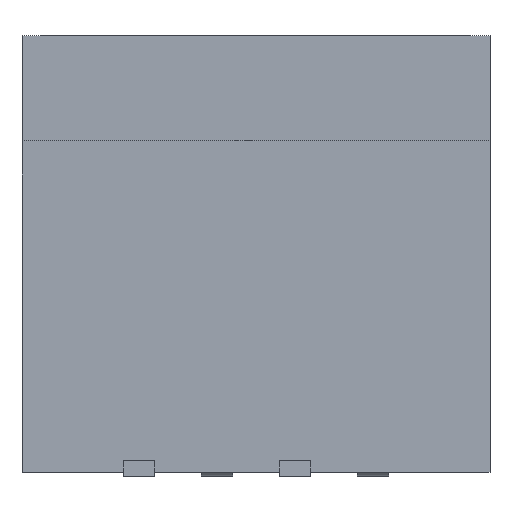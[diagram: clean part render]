
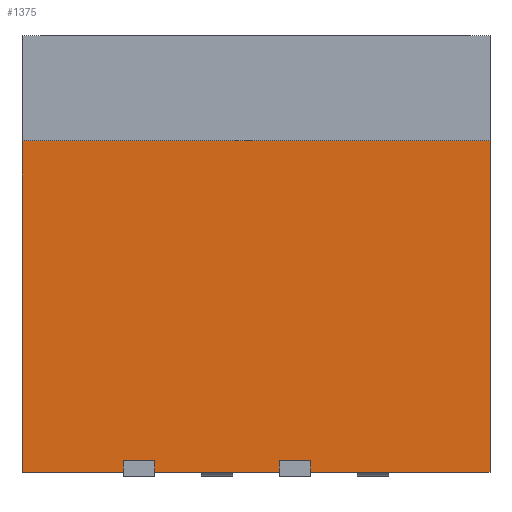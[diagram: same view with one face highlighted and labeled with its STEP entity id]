
A CAD part, front view. The second image highlights one B-rep face of the part: STEP entity #1375.
In plain terms, the highlighted planar face has unit normal (0, -1, 0).
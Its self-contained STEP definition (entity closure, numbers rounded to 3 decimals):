
#120=DIRECTION('',(0.,0.,1.));
#121=VECTOR('',#120,0.15);
#122=CARTESIAN_POINT('',(0.3,-1.5,-5.6));
#123=LINE('',#122,#121);
#124=DIRECTION('',(0.,0.,1.));
#125=VECTOR('',#124,0.15);
#126=CARTESIAN_POINT('',(-1.3,-1.5,-5.6));
#127=LINE('',#126,#125);
#128=DIRECTION('',(1.,0.,0.));
#129=VECTOR('',#128,0.4);
#130=CARTESIAN_POINT('',(-1.7,-1.5,-5.45));
#131=LINE('',#130,#129);
#132=DIRECTION('',(0.,0.,1.));
#133=VECTOR('',#132,0.15);
#134=CARTESIAN_POINT('',(-1.7,-1.5,-5.6));
#135=LINE('',#134,#133);
#136=DIRECTION('',(0.,0.,1.));
#137=VECTOR('',#136,4.25);
#138=CARTESIAN_POINT('',(-3.,-1.5,-5.6));
#139=LINE('',#138,#137);
#140=DIRECTION('',(1.,0.,0.));
#141=VECTOR('',#140,6.);
#142=CARTESIAN_POINT('',(-3.,-1.5,-1.35));
#143=LINE('',#142,#141);
#144=DIRECTION('',(0.,0.,1.));
#145=VECTOR('',#144,0.15);
#146=CARTESIAN_POINT('',(0.7,-1.5,-5.6));
#147=LINE('',#146,#145);
#148=DIRECTION('',(1.,0.,0.));
#149=VECTOR('',#148,0.4);
#150=CARTESIAN_POINT('',(0.3,-1.5,-5.45));
#151=LINE('',#150,#149);
#218=DIRECTION('',(-1.,0.,0.));
#219=VECTOR('',#218,1.3);
#220=CARTESIAN_POINT('',(-1.7,-1.5,-5.6));
#221=LINE('',#220,#219);
#234=DIRECTION('',(-1.,0.,0.));
#235=VECTOR('',#234,1.6);
#236=CARTESIAN_POINT('',(0.3,-1.5,-5.6));
#237=LINE('',#236,#235);
#250=DIRECTION('',(-1.,0.,0.));
#251=VECTOR('',#250,2.3);
#252=CARTESIAN_POINT('',(3.,-1.5,-5.6));
#253=LINE('',#252,#251);
#344=DIRECTION('',(0.,0.,1.));
#345=VECTOR('',#344,4.25);
#346=CARTESIAN_POINT('',(3.,-1.5,-5.6));
#347=LINE('',#346,#345);
#998=CARTESIAN_POINT('',(-3.,-1.5,-5.6));
#999=VERTEX_POINT('',#998);
#1001=CARTESIAN_POINT('',(3.,-1.5,-5.6));
#1003=VERTEX_POINT('',#1001);
#1004=CARTESIAN_POINT('',(-3.,-1.5,-1.35));
#1005=VERTEX_POINT('',#1004);
#1006=CARTESIAN_POINT('',(3.,-1.5,-1.35));
#1007=VERTEX_POINT('',#1006);
#1092=CARTESIAN_POINT('',(-1.7,-1.5,-5.6));
#1094=VERTEX_POINT('',#1092);
#1096=CARTESIAN_POINT('',(-1.3,-1.5,-5.6));
#1098=VERTEX_POINT('',#1096);
#1100=CARTESIAN_POINT('',(-1.7,-1.5,-5.45));
#1101=VERTEX_POINT('',#1100);
#1102=CARTESIAN_POINT('',(-1.3,-1.5,-5.45));
#1103=VERTEX_POINT('',#1102);
#1212=CARTESIAN_POINT('',(0.3,-1.5,-5.45));
#1213=VERTEX_POINT('',#1212);
#1216=CARTESIAN_POINT('',(0.7,-1.5,-5.45));
#1217=VERTEX_POINT('',#1216);
#1220=CARTESIAN_POINT('',(0.3,-1.5,-5.6));
#1221=VERTEX_POINT('',#1220);
#1222=CARTESIAN_POINT('',(0.7,-1.5,-5.6));
#1223=VERTEX_POINT('',#1222);
#1345=CARTESIAN_POINT('',(-3.,-1.5,0.));
#1346=DIRECTION('',(0.,-1.,0.));
#1347=DIRECTION('',(1.,0.,0.));
#1348=AXIS2_PLACEMENT_3D('',#1345,#1346,#1347);
#1349=PLANE('',#1348);
#1351=ORIENTED_EDGE('',*,*,#1350,.F.);
#1353=ORIENTED_EDGE('',*,*,#1352,.T.);
#1355=ORIENTED_EDGE('',*,*,#1354,.T.);
#1357=ORIENTED_EDGE('',*,*,#1356,.F.);
#1359=ORIENTED_EDGE('',*,*,#1358,.F.);
#1361=ORIENTED_EDGE('',*,*,#1360,.T.);
#1362=ORIENTED_EDGE('',*,*,#1332,.T.);
#1364=ORIENTED_EDGE('',*,*,#1363,.T.);
#1366=ORIENTED_EDGE('',*,*,#1365,.F.);
#1368=ORIENTED_EDGE('',*,*,#1367,.T.);
#1370=ORIENTED_EDGE('',*,*,#1369,.T.);
#1372=ORIENTED_EDGE('',*,*,#1371,.F.);
#1373=EDGE_LOOP('',(#1351,#1353,#1355,#1357,#1359,#1361,#1362,#1364,#1366,#1368,
#1370,#1372));
#1374=FACE_OUTER_BOUND('',#1373,.F.);
#1375=ADVANCED_FACE('',(#1374),#1349,.T.);
#1332=EDGE_CURVE('',#999,#1005,#139,.T.);
#1350=EDGE_CURVE('',#1221,#1213,#123,.T.);
#1352=EDGE_CURVE('',#1221,#1098,#237,.T.);
#1354=EDGE_CURVE('',#1098,#1103,#127,.T.);
#1356=EDGE_CURVE('',#1101,#1103,#131,.T.);
#1358=EDGE_CURVE('',#1094,#1101,#135,.T.);
#1360=EDGE_CURVE('',#1094,#999,#221,.T.);
#1363=EDGE_CURVE('',#1005,#1007,#143,.T.);
#1365=EDGE_CURVE('',#1003,#1007,#347,.T.);
#1367=EDGE_CURVE('',#1003,#1223,#253,.T.);
#1369=EDGE_CURVE('',#1223,#1217,#147,.T.);
#1371=EDGE_CURVE('',#1213,#1217,#151,.T.);
